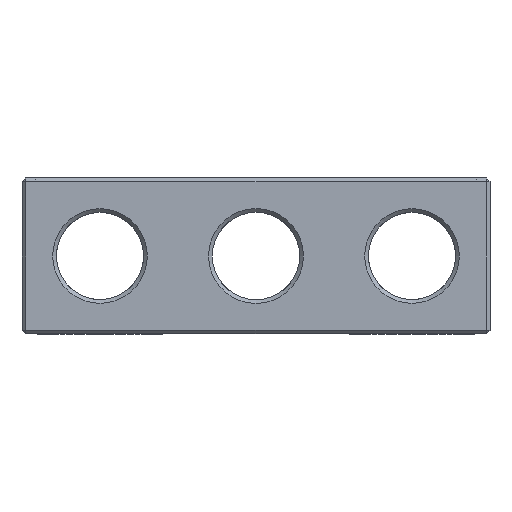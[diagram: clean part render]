
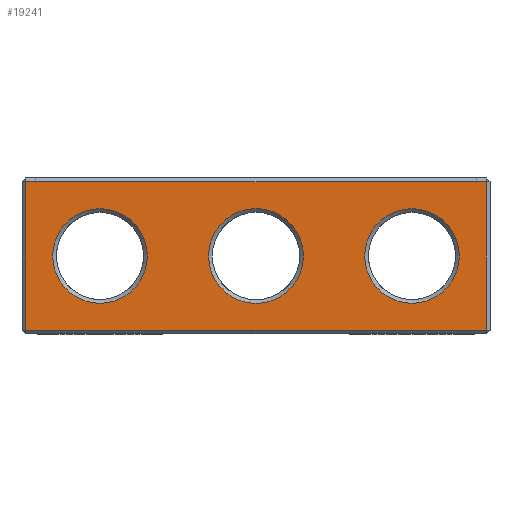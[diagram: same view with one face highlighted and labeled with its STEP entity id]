
A CAD part, front view. The second image highlights one B-rep face of the part: STEP entity #19241.
In plain terms, the highlighted planar face has unit normal (0, -1, 0).
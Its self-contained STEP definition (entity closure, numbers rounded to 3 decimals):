
#1553 = PLANE('',#1554);
#1554 = AXIS2_PLACEMENT_3D('',#1555,#1556,#1557);
#1555 = CARTESIAN_POINT('',(-31.25,-6.1,0.15));
#1556 = DIRECTION('',(0.,-0.707,-0.707));
#1557 = DIRECTION('',(-1.,-0.,-0.));
#10969 = VERTEX_POINT('',#10970);
#10970 = CARTESIAN_POINT('',(-30.95,-6.25,0.3));
#10996 = EDGE_CURVE('',#10969,#10997,#10999,.T.);
#10997 = VERTEX_POINT('',#10998);
#10998 = CARTESIAN_POINT('',(5.95,-6.25,0.3));
#10999 = SURFACE_CURVE('',#11000,(#11004,#11011),.PCURVE_S1.);
#11000 = LINE('',#11001,#11002);
#11001 = CARTESIAN_POINT('',(-31.25,-6.25,0.3));
#11002 = VECTOR('',#11003,1.);
#11003 = DIRECTION('',(1.,0.,0.));
#11004 = PCURVE('',#1553,#11005);
#11005 = DEFINITIONAL_REPRESENTATION('',(#11006),#11010);
#11006 = LINE('',#11007,#11008);
#11007 = CARTESIAN_POINT('',(-0.,-0.212));
#11008 = VECTOR('',#11009,1.);
#11009 = DIRECTION('',(-1.,0.));
#11010 = ( GEOMETRIC_REPRESENTATION_CONTEXT(2) 
PARAMETRIC_REPRESENTATION_CONTEXT() REPRESENTATION_CONTEXT('2D SPACE',''
  ) );
#11011 = PCURVE('',#11012,#11017);
#11012 = PLANE('',#11013);
#11013 = AXIS2_PLACEMENT_3D('',#11014,#11015,#11016);
#11014 = CARTESIAN_POINT('',(-31.25,-6.25,0.));
#11015 = DIRECTION('',(0.,1.,0.));
#11016 = DIRECTION('',(1.,0.,0.));
#11017 = DEFINITIONAL_REPRESENTATION('',(#11018),#11022);
#11018 = LINE('',#11019,#11020);
#11019 = CARTESIAN_POINT('',(0.,-0.3));
#11020 = VECTOR('',#11021,1.);
#11021 = DIRECTION('',(1.,0.));
#11022 = ( GEOMETRIC_REPRESENTATION_CONTEXT(2) 
PARAMETRIC_REPRESENTATION_CONTEXT() REPRESENTATION_CONTEXT('2D SPACE',''
  ) );
#18503 = PLANE('',#18504);
#18504 = AXIS2_PLACEMENT_3D('',#18505,#18506,#18507);
#18505 = CARTESIAN_POINT('',(6.1,-6.1,0.));
#18506 = DIRECTION('',(0.707,-0.707,0.));
#18507 = DIRECTION('',(-0.,-0.,-1.));
#19230 = PLANE('',#19231);
#19231 = AXIS2_PLACEMENT_3D('',#19232,#19233,#19234);
#19232 = CARTESIAN_POINT('',(-31.1,-6.1,0.));
#19233 = DIRECTION('',(-0.707,-0.707,0.));
#19234 = DIRECTION('',(-0.,-0.,-1.));
#19241 = ADVANCED_FACE('',(#19242,#19317,#19352,#19383),#11012,.F.);
#19242 = FACE_BOUND('',#19243,.F.);
#19243 = EDGE_LOOP('',(#19244,#19274,#19295,#19296));
#19244 = ORIENTED_EDGE('',*,*,#19245,.T.);
#19245 = EDGE_CURVE('',#19246,#19248,#19250,.T.);
#19246 = VERTEX_POINT('',#19247);
#19247 = CARTESIAN_POINT('',(-30.95,-6.25,12.2));
#19248 = VERTEX_POINT('',#19249);
#19249 = CARTESIAN_POINT('',(5.95,-6.25,12.2));
#19250 = SURFACE_CURVE('',#19251,(#19255,#19262),.PCURVE_S1.);
#19251 = LINE('',#19252,#19253);
#19252 = CARTESIAN_POINT('',(-31.25,-6.25,12.2));
#19253 = VECTOR('',#19254,1.);
#19254 = DIRECTION('',(1.,0.,0.));
#19255 = PCURVE('',#11012,#19256);
#19256 = DEFINITIONAL_REPRESENTATION('',(#19257),#19261);
#19257 = LINE('',#19258,#19259);
#19258 = CARTESIAN_POINT('',(0.,-12.2));
#19259 = VECTOR('',#19260,1.);
#19260 = DIRECTION('',(1.,0.));
#19261 = ( GEOMETRIC_REPRESENTATION_CONTEXT(2) 
PARAMETRIC_REPRESENTATION_CONTEXT() REPRESENTATION_CONTEXT('2D SPACE',''
  ) );
#19262 = PCURVE('',#19263,#19268);
#19263 = PLANE('',#19264);
#19264 = AXIS2_PLACEMENT_3D('',#19265,#19266,#19267);
#19265 = CARTESIAN_POINT('',(-31.25,-6.1,12.35));
#19266 = DIRECTION('',(0.,0.707,-0.707));
#19267 = DIRECTION('',(-1.,-0.,-0.));
#19268 = DEFINITIONAL_REPRESENTATION('',(#19269),#19273);
#19269 = LINE('',#19270,#19271);
#19270 = CARTESIAN_POINT('',(-0.,-0.212));
#19271 = VECTOR('',#19272,1.);
#19272 = DIRECTION('',(-1.,0.));
#19273 = ( GEOMETRIC_REPRESENTATION_CONTEXT(2) 
PARAMETRIC_REPRESENTATION_CONTEXT() REPRESENTATION_CONTEXT('2D SPACE',''
  ) );
#19274 = ORIENTED_EDGE('',*,*,#19275,.F.);
#19275 = EDGE_CURVE('',#10997,#19248,#19276,.T.);
#19276 = SURFACE_CURVE('',#19277,(#19281,#19288),.PCURVE_S1.);
#19277 = LINE('',#19278,#19279);
#19278 = CARTESIAN_POINT('',(5.95,-6.25,0.));
#19279 = VECTOR('',#19280,1.);
#19280 = DIRECTION('',(0.,0.,1.));
#19281 = PCURVE('',#11012,#19282);
#19282 = DEFINITIONAL_REPRESENTATION('',(#19283),#19287);
#19283 = LINE('',#19284,#19285);
#19284 = CARTESIAN_POINT('',(37.2,0.));
#19285 = VECTOR('',#19286,1.);
#19286 = DIRECTION('',(0.,-1.));
#19287 = ( GEOMETRIC_REPRESENTATION_CONTEXT(2) 
PARAMETRIC_REPRESENTATION_CONTEXT() REPRESENTATION_CONTEXT('2D SPACE',''
  ) );
#19288 = PCURVE('',#18503,#19289);
#19289 = DEFINITIONAL_REPRESENTATION('',(#19290),#19294);
#19290 = LINE('',#19291,#19292);
#19291 = CARTESIAN_POINT('',(-0.,-0.212));
#19292 = VECTOR('',#19293,1.);
#19293 = DIRECTION('',(-1.,0.));
#19294 = ( GEOMETRIC_REPRESENTATION_CONTEXT(2) 
PARAMETRIC_REPRESENTATION_CONTEXT() REPRESENTATION_CONTEXT('2D SPACE',''
  ) );
#19295 = ORIENTED_EDGE('',*,*,#10996,.F.);
#19296 = ORIENTED_EDGE('',*,*,#19297,.T.);
#19297 = EDGE_CURVE('',#10969,#19246,#19298,.T.);
#19298 = SURFACE_CURVE('',#19299,(#19303,#19310),.PCURVE_S1.);
#19299 = LINE('',#19300,#19301);
#19300 = CARTESIAN_POINT('',(-30.95,-6.25,0.));
#19301 = VECTOR('',#19302,1.);
#19302 = DIRECTION('',(0.,0.,1.));
#19303 = PCURVE('',#11012,#19304);
#19304 = DEFINITIONAL_REPRESENTATION('',(#19305),#19309);
#19305 = LINE('',#19306,#19307);
#19306 = CARTESIAN_POINT('',(0.3,0.));
#19307 = VECTOR('',#19308,1.);
#19308 = DIRECTION('',(0.,-1.));
#19309 = ( GEOMETRIC_REPRESENTATION_CONTEXT(2) 
PARAMETRIC_REPRESENTATION_CONTEXT() REPRESENTATION_CONTEXT('2D SPACE',''
  ) );
#19310 = PCURVE('',#19230,#19311);
#19311 = DEFINITIONAL_REPRESENTATION('',(#19312),#19316);
#19312 = LINE('',#19313,#19314);
#19313 = CARTESIAN_POINT('',(-0.,0.212));
#19314 = VECTOR('',#19315,1.);
#19315 = DIRECTION('',(-1.,0.));
#19316 = ( GEOMETRIC_REPRESENTATION_CONTEXT(2) 
PARAMETRIC_REPRESENTATION_CONTEXT() REPRESENTATION_CONTEXT('2D SPACE',''
  ) );
#19317 = FACE_BOUND('',#19318,.F.);
#19318 = EDGE_LOOP('',(#19319));
#19319 = ORIENTED_EDGE('',*,*,#19320,.T.);
#19320 = EDGE_CURVE('',#19321,#19321,#19323,.T.);
#19321 = VERTEX_POINT('',#19322);
#19322 = CARTESIAN_POINT('',(-25.,-6.25,10.04));
#19323 = SURFACE_CURVE('',#19324,(#19329,#19340),.PCURVE_S1.);
#19324 = CIRCLE('',#19325,3.79);
#19325 = AXIS2_PLACEMENT_3D('',#19326,#19327,#19328);
#19326 = CARTESIAN_POINT('',(-25.,-6.25,6.25));
#19327 = DIRECTION('',(0.,-1.,0.));
#19328 = DIRECTION('',(0.,0.,1.));
#19329 = PCURVE('',#11012,#19330);
#19330 = DEFINITIONAL_REPRESENTATION('',(#19331),#19339);
#19331 = ( BOUNDED_CURVE() B_SPLINE_CURVE(2,(#19332,#19333,#19334,#19335
    ,#19336,#19337,#19338),.UNSPECIFIED.,.T.,.F.) 
B_SPLINE_CURVE_WITH_KNOTS((1,2,2,2,2,1),(-2.094,0.,
    2.094,4.189,6.283,8.378),
.UNSPECIFIED.) CURVE() GEOMETRIC_REPRESENTATION_ITEM() 
RATIONAL_B_SPLINE_CURVE((1.,0.5,1.,0.5,1.,0.5,1.)) REPRESENTATION_ITEM(
  '') );
#19332 = CARTESIAN_POINT('',(6.25,-10.04));
#19333 = CARTESIAN_POINT('',(-0.314,-10.04));
#19334 = CARTESIAN_POINT('',(2.968,-4.355));
#19335 = CARTESIAN_POINT('',(6.25,1.33));
#19336 = CARTESIAN_POINT('',(9.532,-4.355));
#19337 = CARTESIAN_POINT('',(12.814,-10.04));
#19338 = CARTESIAN_POINT('',(6.25,-10.04));
#19339 = ( GEOMETRIC_REPRESENTATION_CONTEXT(2) 
PARAMETRIC_REPRESENTATION_CONTEXT() REPRESENTATION_CONTEXT('2D SPACE',''
  ) );
#19340 = PCURVE('',#19341,#19346);
#19341 = CONICAL_SURFACE('',#19342,3.49,0.785);
#19342 = AXIS2_PLACEMENT_3D('',#19343,#19344,#19345);
#19343 = CARTESIAN_POINT('',(-25.,-5.95,6.25));
#19344 = DIRECTION('',(0.,-1.,0.));
#19345 = DIRECTION('',(0.,0.,1.));
#19346 = DEFINITIONAL_REPRESENTATION('',(#19347),#19351);
#19347 = LINE('',#19348,#19349);
#19348 = CARTESIAN_POINT('',(0.,0.3));
#19349 = VECTOR('',#19350,1.);
#19350 = DIRECTION('',(1.,0.));
#19351 = ( GEOMETRIC_REPRESENTATION_CONTEXT(2) 
PARAMETRIC_REPRESENTATION_CONTEXT() REPRESENTATION_CONTEXT('2D SPACE',''
  ) );
#19352 = FACE_BOUND('',#19353,.F.);
#19353 = EDGE_LOOP('',(#19354));
#19354 = ORIENTED_EDGE('',*,*,#19355,.F.);
#19355 = EDGE_CURVE('',#19356,#19356,#19358,.T.);
#19356 = VERTEX_POINT('',#19357);
#19357 = CARTESIAN_POINT('',(-12.5,-6.25,10.05));
#19358 = SURFACE_CURVE('',#19359,(#19364,#19371),.PCURVE_S1.);
#19359 = CIRCLE('',#19360,3.8);
#19360 = AXIS2_PLACEMENT_3D('',#19361,#19362,#19363);
#19361 = CARTESIAN_POINT('',(-12.5,-6.25,6.25));
#19362 = DIRECTION('',(0.,1.,0.));
#19363 = DIRECTION('',(0.,0.,1.));
#19364 = PCURVE('',#11012,#19365);
#19365 = DEFINITIONAL_REPRESENTATION('',(#19366),#19370);
#19366 = CIRCLE('',#19367,3.8);
#19367 = AXIS2_PLACEMENT_2D('',#19368,#19369);
#19368 = CARTESIAN_POINT('',(18.75,-6.25));
#19369 = DIRECTION('',(0.,-1.));
#19370 = ( GEOMETRIC_REPRESENTATION_CONTEXT(2) 
PARAMETRIC_REPRESENTATION_CONTEXT() REPRESENTATION_CONTEXT('2D SPACE',''
  ) );
#19371 = PCURVE('',#19372,#19377);
#19372 = CONICAL_SURFACE('',#19373,3.5,0.785);
#19373 = AXIS2_PLACEMENT_3D('',#19374,#19375,#19376);
#19374 = CARTESIAN_POINT('',(-12.5,-5.95,6.25));
#19375 = DIRECTION('',(0.,-1.,0.));
#19376 = DIRECTION('',(0.,0.,1.));
#19377 = DEFINITIONAL_REPRESENTATION('',(#19378),#19382);
#19378 = LINE('',#19379,#19380);
#19379 = CARTESIAN_POINT('',(-0.,0.3));
#19380 = VECTOR('',#19381,1.);
#19381 = DIRECTION('',(-1.,0.));
#19382 = ( GEOMETRIC_REPRESENTATION_CONTEXT(2) 
PARAMETRIC_REPRESENTATION_CONTEXT() REPRESENTATION_CONTEXT('2D SPACE',''
  ) );
#19383 = FACE_BOUND('',#19384,.F.);
#19384 = EDGE_LOOP('',(#19385));
#19385 = ORIENTED_EDGE('',*,*,#19386,.F.);
#19386 = EDGE_CURVE('',#19387,#19387,#19389,.T.);
#19387 = VERTEX_POINT('',#19388);
#19388 = CARTESIAN_POINT('',(0.,-6.25,10.04));
#19389 = SURFACE_CURVE('',#19390,(#19395,#19402),.PCURVE_S1.);
#19390 = CIRCLE('',#19391,3.79);
#19391 = AXIS2_PLACEMENT_3D('',#19392,#19393,#19394);
#19392 = CARTESIAN_POINT('',(0.,-6.25,6.25));
#19393 = DIRECTION('',(0.,1.,0.));
#19394 = DIRECTION('',(0.,0.,1.));
#19395 = PCURVE('',#11012,#19396);
#19396 = DEFINITIONAL_REPRESENTATION('',(#19397),#19401);
#19397 = CIRCLE('',#19398,3.79);
#19398 = AXIS2_PLACEMENT_2D('',#19399,#19400);
#19399 = CARTESIAN_POINT('',(31.25,-6.25));
#19400 = DIRECTION('',(0.,-1.));
#19401 = ( GEOMETRIC_REPRESENTATION_CONTEXT(2) 
PARAMETRIC_REPRESENTATION_CONTEXT() REPRESENTATION_CONTEXT('2D SPACE',''
  ) );
#19402 = PCURVE('',#19403,#19408);
#19403 = CONICAL_SURFACE('',#19404,3.79,0.785);
#19404 = AXIS2_PLACEMENT_3D('',#19405,#19406,#19407);
#19405 = CARTESIAN_POINT('',(0.,-6.25,6.25));
#19406 = DIRECTION('',(0.,-1.,0.));
#19407 = DIRECTION('',(0.,0.,1.));
#19408 = DEFINITIONAL_REPRESENTATION('',(#19409),#19413);
#19409 = LINE('',#19410,#19411);
#19410 = CARTESIAN_POINT('',(-0.,-0.));
#19411 = VECTOR('',#19412,1.);
#19412 = DIRECTION('',(-1.,-0.));
#19413 = ( GEOMETRIC_REPRESENTATION_CONTEXT(2) 
PARAMETRIC_REPRESENTATION_CONTEXT() REPRESENTATION_CONTEXT('2D SPACE',''
  ) );
